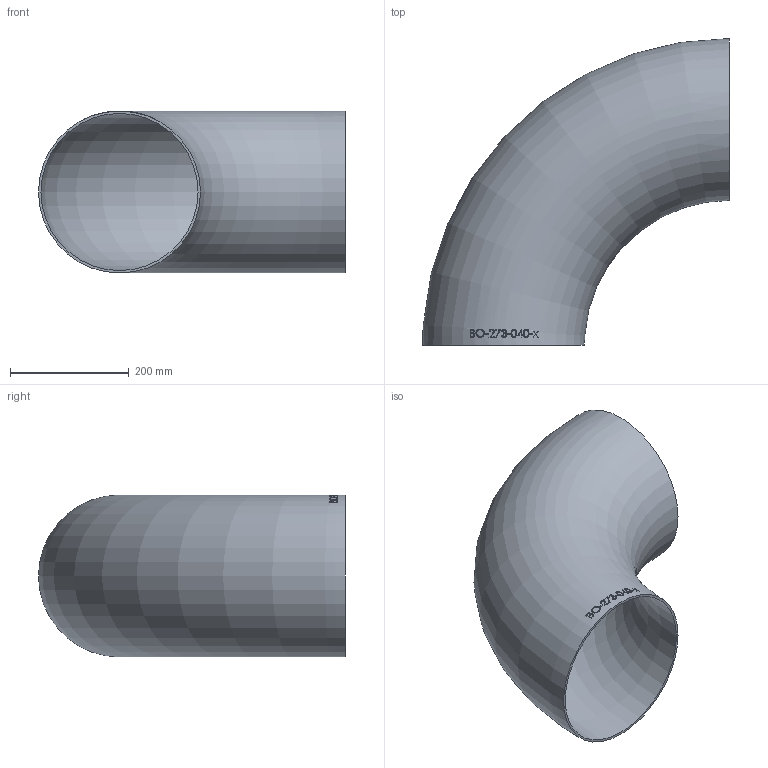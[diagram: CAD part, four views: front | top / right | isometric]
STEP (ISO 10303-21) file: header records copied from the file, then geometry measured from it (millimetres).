
FILE_DESCRIPTION (( 'STEP AP214' ), '1' );
FILE_NAME ('BO-273-040-x Bogen 1910.STEP', '2019-10-29T13:51:41', ( '' ), ( '' ), 'SwSTEP 2.0', 'SolidWorks 2016', '' );
FILE_SCHEMA (( 'AUTOMOTIVE_DESIGN' ));
Length unit declared in the file: millimetre
Products named in the file (1): BO-273-040-x Bogen 1910
Bounding box: 517.5 x 517.5 x 273 mm (x, y, z)
Volume: 2023013.5 mm3; surface area: 1018347.8 mm2
Topology: 1 solids, 1 shells, 140 faces, 364 edges, 243 vertices
Faces by surface type: plane 63, bspline 55, torus 22
Entity records: 7636 total; most frequent: CARTESIAN_POINT 3454, ORIENTED_EDGE 704, EDGE_CURVE 352, DIRECTION 292, VERTEX_POINT 236, B_SPLINE_CURVE_WITH_KNOTS 232, EDGE_LOOP 160, FACE_OUTER_BOUND 140
